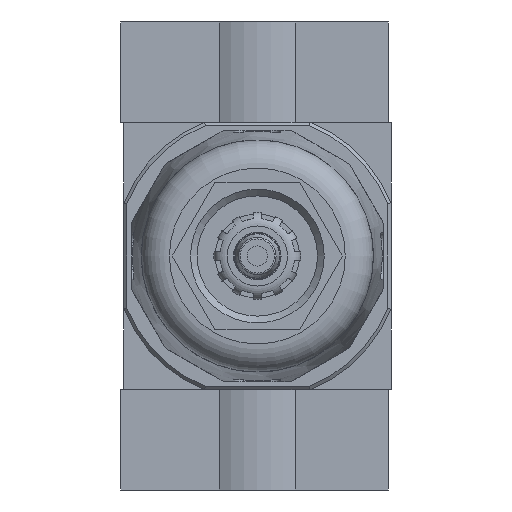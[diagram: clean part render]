
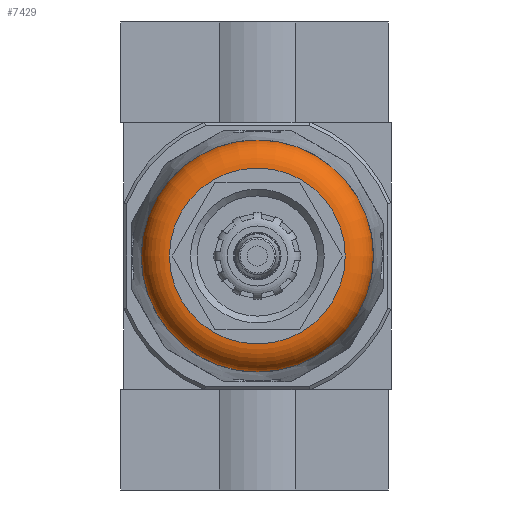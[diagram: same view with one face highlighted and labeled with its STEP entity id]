
A CAD part, front view. The second image highlights one B-rep face of the part: STEP entity #7429.
In plain terms, the highlighted toroidal (fillet/blend) face has major radius 13.15 mm and minor radius 4.2 mm.
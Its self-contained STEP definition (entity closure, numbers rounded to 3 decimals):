
#78=TOROIDAL_SURFACE('',#7940,13.15,4.2);
#1879=ORIENTED_EDGE('',*,*,#3467,.T.);
#1880=ORIENTED_EDGE('',*,*,#3466,.F.);
#3466=EDGE_CURVE('',#4260,#4260,#4767,.T.);
#3467=EDGE_CURVE('',#4261,#4261,#4768,.T.);
#4260=VERTEX_POINT('',#11214);
#4261=VERTEX_POINT('',#11217);
#4767=CIRCLE('',#7939,13.15);
#4768=CIRCLE('',#7941,17.35);
#5122=EDGE_LOOP('',(#1879));
#5123=EDGE_LOOP('',(#1880));
#5652=FACE_BOUND('',#5122,.T.);
#5653=FACE_BOUND('',#5123,.T.);
#7429=ADVANCED_FACE('',(#5652,#5653),#78,.T.);
#7939=AXIS2_PLACEMENT_3D('',#11213,#8990,#8991);
#7940=AXIS2_PLACEMENT_3D('',#11215,#8992,#8993);
#7941=AXIS2_PLACEMENT_3D('',#11216,#8994,#8995);
#8990=DIRECTION('',(0.,-1.,0.));
#8991=DIRECTION('',(0.,0.,-1.));
#8992=DIRECTION('',(0.,-1.,0.));
#8993=DIRECTION('',(0.,0.,-1.));
#8994=DIRECTION('',(0.,-1.,0.));
#8995=DIRECTION('',(0.,0.,-1.));
#11213=CARTESIAN_POINT('',(0.,-119.,0.));
#11214=CARTESIAN_POINT('',(0.,-119.,-13.15));
#11215=CARTESIAN_POINT('',(0.,-114.8,0.));
#11216=CARTESIAN_POINT('',(0.,-114.8,0.));
#11217=CARTESIAN_POINT('',(0.,-114.8,-17.35));
